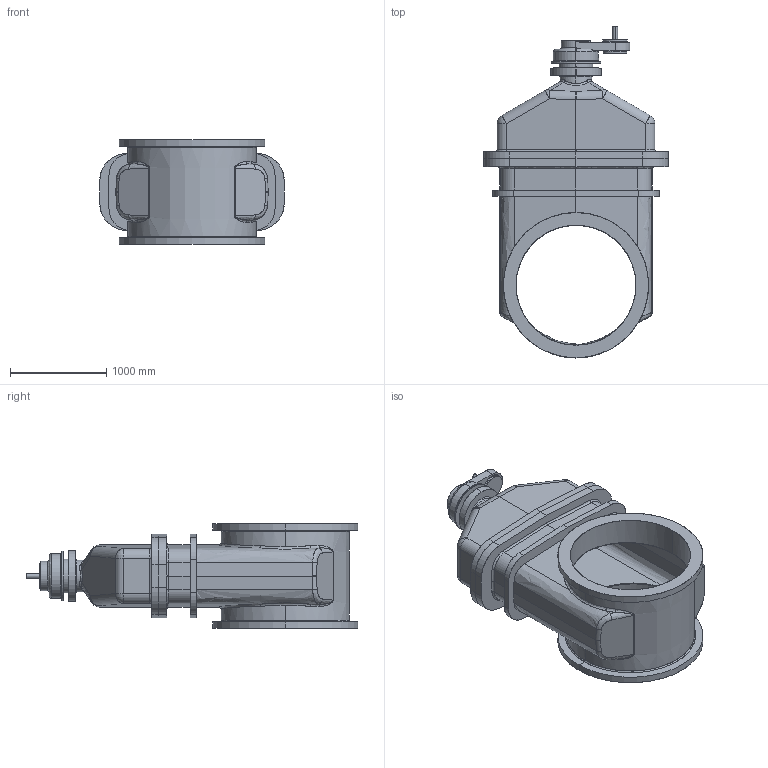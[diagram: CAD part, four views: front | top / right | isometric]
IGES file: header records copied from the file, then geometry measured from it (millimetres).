
Start section: SolidWorks IGES file using analytic representation for surfaces
Global section: file name: 48 FF Spur.IGS; native system: SolidWorks 2018; preprocessor: SolidWorks 2018; author: shasan; date: 200826.113416; units: inch
Bounding box: 1917.7 x 3453.38 x 1092.2 mm (x, y, z)
Surface area: 28243224.1 mm2 (no closed solid volume)
Topology: 0 solids, 0 shells, 316 faces, 5629 edges, 5629 vertices
Faces by surface type: bspline 169, revolution 147
